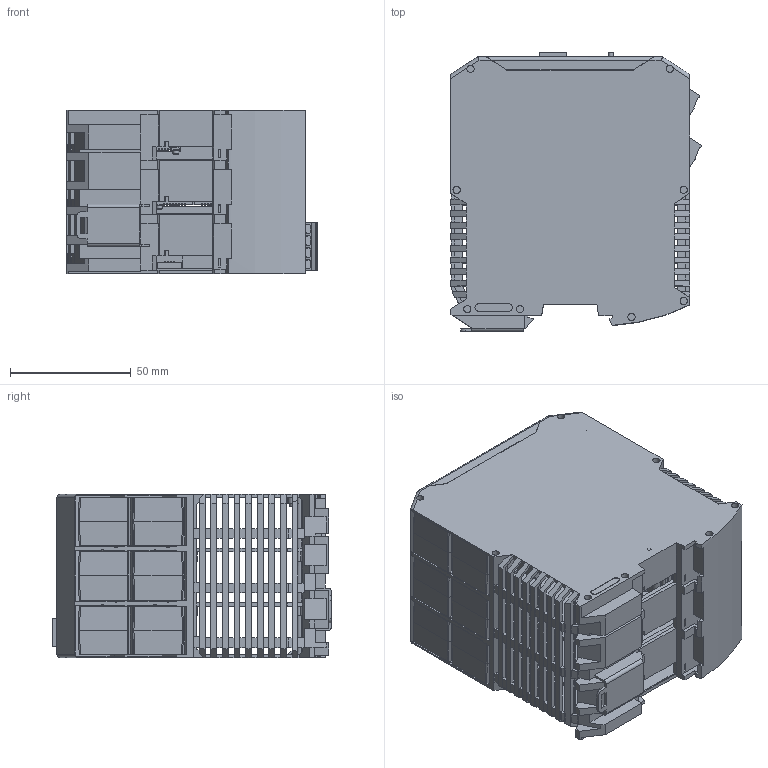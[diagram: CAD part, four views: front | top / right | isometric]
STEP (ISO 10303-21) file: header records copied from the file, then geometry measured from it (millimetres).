
FILE_DESCRIPTION(/* description */ (''),/* implementation_level */ '2;1');
FILE_NAME(/* name */ 'SCU-0-EC NM.stp',/* time_stamp */ '2021-10-29T08:55:29+02:00',/* author */ ('choi'),/* organization */ (''),/* preprocessor_version */ 'ST-DEVELOPER v15.6',/* originating_system */ 'Autodesk Inventor 2015',/* authorisation */ '');
FILE_SCHEMA (('AUTOMOTIVE_DESIGN { 1 0 10303 214 3 1 1 }'));
Length unit declared in the file: centimetre
Products named in the file (1): SCU-0-EC NM
Bounding box: 103.84 x 115.4 x 67.8 mm (x, y, z)
Volume: 132729.4 mm3; surface area: 151464.5 mm2
Topology: 2 solids, 8 shells, 7694 faces, 22431 edges, 14473 vertices
Faces by surface type: plane 6434, cylinder 994, bspline 181, cone 65, torus 20
Full cylindrical faces by diameter (mm): 1.27 x3, 1.35 x4, 1.4 x10, 1.6 x1, 2 x2, 2.3 x1, 2.489 x4, 2.8 x19, 3 x16, 3.783 x8, 4 x9, 4.5 x1
Entity records: 267085 total; most frequent: CARTESIAN_POINT 55543, ORIENTED_EDGE 44612, DIRECTION 39106, EDGE_CURVE 22304, LINE 19528, VECTOR 19528, VERTEX_POINT 14451, AXIS2_PLACEMENT_3D 9789
